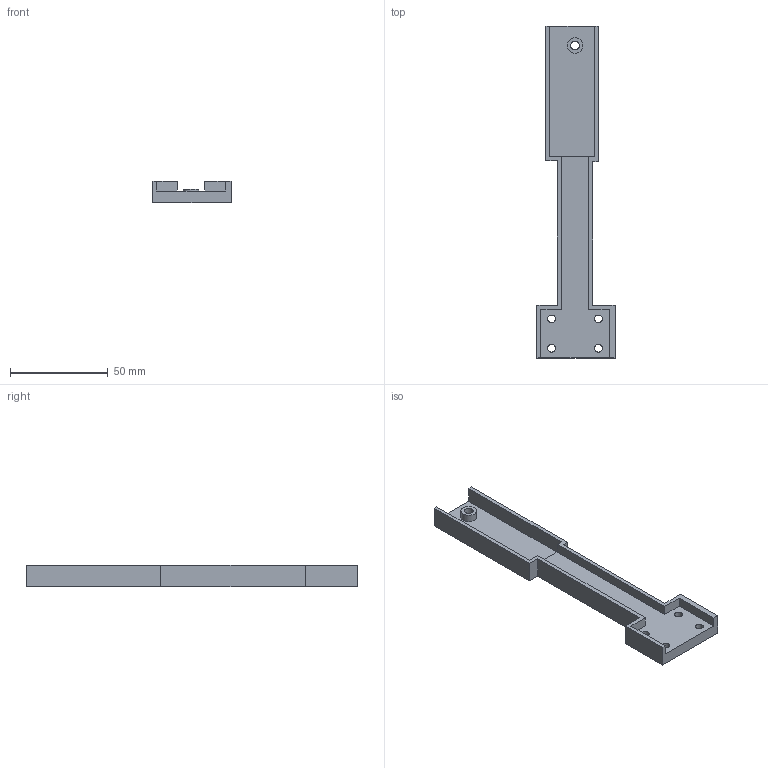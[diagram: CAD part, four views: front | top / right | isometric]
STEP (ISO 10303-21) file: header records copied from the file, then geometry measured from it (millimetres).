
FILE_DESCRIPTION(/* description */ (''),/* implementation_level */ '2;1');
FILE_NAME(/* name */ 'platform_upper v5.step',/* time_stamp */ '2024-10-21T12:16:53-07:00',/* author */ (''),/* organization */ (''),/* preprocessor_version */ 'ST-DEVELOPER v20',/* originating_system */ 'Autodesk Translation Framework v13.20.0.188',/* authorisation */ '');
FILE_SCHEMA (('AUTOMOTIVE_DESIGN { 1 0 10303 214 3 1 1 }'));
Length unit declared in the file: millimetre
Products named in the file (1): platform_upper
Bounding box: 40 x 170 x 11 mm (x, y, z)
Volume: 24666.6 mm3; surface area: 15701.7 mm2
Topology: 1 solids, 1 shells, 33 faces, 90 edges, 60 vertices
Faces by surface type: plane 27, cylinder 6
Full cylindrical faces by diameter (mm): 4 x4, 4.5 x1, 8 x1
Entity records: 1089 total; most frequent: CARTESIAN_POINT 184, ORIENTED_EDGE 180, DIRECTION 170, EDGE_CURVE 90, LINE 78, VECTOR 78, VERTEX_POINT 60, AXIS2_PLACEMENT_3D 46
